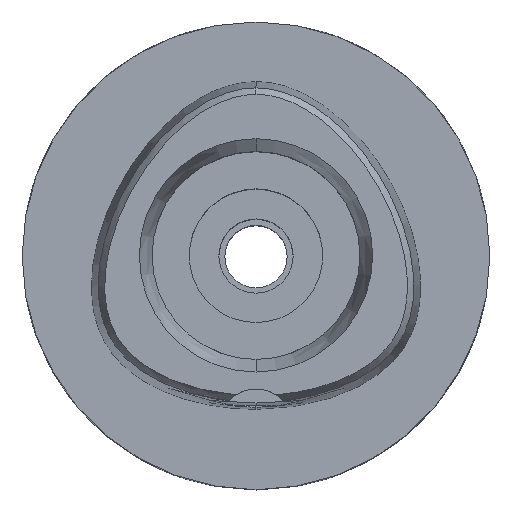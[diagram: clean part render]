
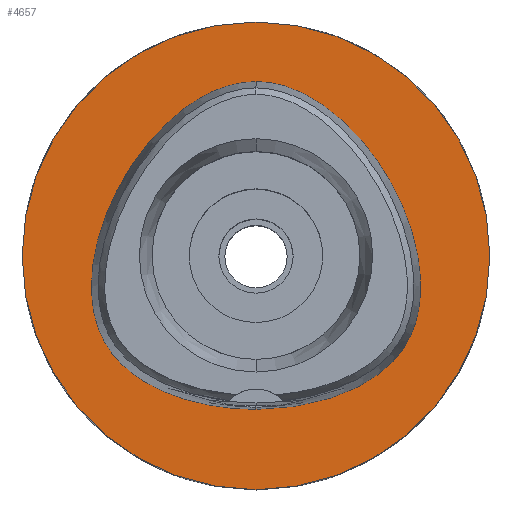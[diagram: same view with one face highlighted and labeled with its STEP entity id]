
A CAD part, top view. The second image highlights one B-rep face of the part: STEP entity #4657.
In plain terms, the highlighted planar face has unit normal (0, 0, 1).
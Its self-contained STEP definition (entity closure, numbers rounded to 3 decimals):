
#199 = CARTESIAN_POINT ( 'NONE',  ( -16.959, -15.678, 0. ) ) ;
#235 = CARTESIAN_POINT ( 'NONE',  ( 6.341, -20.298, 0. ) ) ;
#287 = CARTESIAN_POINT ( 'NONE',  ( 14.408, 15.641, 0. ) ) ;
#310 = CARTESIAN_POINT ( 'NONE',  ( 0.855, 23.475, 0. ) ) ;
#343 = CARTESIAN_POINT ( 'NONE',  ( 22.057, -6.848, 0. ) ) ;
#354 = CARTESIAN_POINT ( 'NONE',  ( 0., -20.675, 0. ) ) ;
#542 = DIRECTION ( 'NONE',  ( 0., 1., 0. ) ) ;
#558 = CARTESIAN_POINT ( 'NONE',  ( -21.978, -0.281, 0. ) ) ;
#644 = CARTESIAN_POINT ( 'NONE',  ( 7.571, 21.315, 0. ) ) ;
#697 = CARTESIAN_POINT ( 'NONE',  ( 18.568, -14.169, 0. ) ) ;
#775 = B_SPLINE_CURVE_WITH_KNOTS ( 'NONE', 3,
 ( #4155, #4547, #235, #4934, #1149, #1102, #697, #2638, #4210, #1072, #2584, #343, #1833, #3468, #1535, #5041, #287, #2262, #644, #2212, #3074, #310, #1910 ),
 .UNSPECIFIED., .F., .F.,
 ( 4, 1, 1, 1, 1, 1, 1, 1, 1, 1, 1, 1, 1, 1, 1, 1, 1, 1, 1, 1, 4 ),
 ( 0., 0.083, 0.167, 0.208, 0.25, 0.292, 0.313, 0.333, 0.354, 0.375, 0.417, 0.458, 0.5, 0.583, 0.667, 0.75, 0.833, 0.875, 0.917, 0.958, 1. ),
 .UNSPECIFIED. ) ;
#814 = AXIS2_PLACEMENT_3D ( 'NONE', #4414, #1755, #542 ) ;
#862 = ORIENTED_EDGE ( 'NONE', *, *, #1986, .F. ) ;
#919 = AXIS2_PLACEMENT_3D ( 'NONE', #4437, #4949, #1795 ) ;
#933 = CARTESIAN_POINT ( 'NONE',  ( -22.057, -6.848, 0. ) ) ;
#979 = CARTESIAN_POINT ( 'NONE',  ( -20.749, 4.657, 0. ) ) ;
#1014 = CARTESIAN_POINT ( 'NONE',  ( -2.114, -20.675, 0. ) ) ;
#1072 = CARTESIAN_POINT ( 'NONE',  ( 20.932, -10.604, 0. ) ) ;
#1102 = CARTESIAN_POINT ( 'NONE',  ( 16.959, -15.678, 0. ) ) ;
#1117 = ORIENTED_EDGE ( 'NONE', *, *, #1954, .F. ) ;
#1149 = CARTESIAN_POINT ( 'NONE',  ( 14.673, -17.214, 0. ) ) ;
#1318 = CIRCLE ( 'NONE', #814, 31.5 ) ;
#1394 = CARTESIAN_POINT ( 'NONE',  ( -11.233, -18.893, 0. ) ) ;
#1446 = CARTESIAN_POINT ( 'NONE',  ( -14.408, 15.641, 0. ) ) ;
#1535 = CARTESIAN_POINT ( 'NONE',  ( 20.749, 4.657, 0. ) ) ;
#1732 = VERTEX_POINT ( 'NONE', #4816 ) ;
#1750 = CARTESIAN_POINT ( 'NONE',  ( -20.35, -11.749, 0. ) ) ;
#1755 = DIRECTION ( 'NONE',  ( 0., 0., -1. ) ) ;
#1756 = EDGE_LOOP ( 'NONE', ( #862, #4871 ) ) ;
#1772 = CARTESIAN_POINT ( 'NONE',  ( -14.673, -17.214, 0. ) ) ;
#1795 = DIRECTION ( 'NONE',  ( 0., -1., 0. ) ) ;
#1833 = CARTESIAN_POINT ( 'NONE',  ( 22.245, -4.1, 0. ) ) ;
#1910 = CARTESIAN_POINT ( 'NONE',  ( 0., 23.475, 0. ) ) ;
#1954 = EDGE_CURVE ( 'NONE', #1732, #3810, #2614, .T. ) ;
#1986 = EDGE_CURVE ( 'NONE', #4031, #3632, #4643, .T. ) ;
#2153 = CARTESIAN_POINT ( 'NONE',  ( -21.555, -8.996, 0. ) ) ;
#2212 = CARTESIAN_POINT ( 'NONE',  ( 5.098, 22.526, 0. ) ) ;
#2262 = CARTESIAN_POINT ( 'NONE',  ( 10.746, 19.174, 0. ) ) ;
#2480 = CARTESIAN_POINT ( 'NONE',  ( -20.932, -10.604, 0. ) ) ;
#2551 = CARTESIAN_POINT ( 'NONE',  ( 0., -20.675, 0. ) ) ;
#2584 = CARTESIAN_POINT ( 'NONE',  ( 21.555, -8.996, 0. ) ) ;
#2614 = CIRCLE ( 'NONE', #919, 31.5 ) ;
#2638 = CARTESIAN_POINT ( 'NONE',  ( 19.649, -12.825, 0. ) ) ;
#2659 = FACE_OUTER_BOUND ( 'NONE', #3800, .T. ) ;
#2717 = CARTESIAN_POINT ( 'NONE',  ( 0., 23.475, 0. ) ) ;
#2882 = CARTESIAN_POINT ( 'NONE',  ( -0.855, 23.475, 0. ) ) ;
#2930 = CARTESIAN_POINT ( 'NONE',  ( -6.341, -20.298, 0. ) ) ;
#2959 = CARTESIAN_POINT ( 'NONE',  ( -2.565, 23.293, 0. ) ) ;
#3025 = CARTESIAN_POINT ( 'NONE',  ( 0., 0., 0. ) ) ;
#3074 = CARTESIAN_POINT ( 'NONE',  ( 2.565, 23.293, 0. ) ) ;
#3230 = ORIENTED_EDGE ( 'NONE', *, *, #4803, .F. ) ;
#3354 = CARTESIAN_POINT ( 'NONE',  ( -7.571, 21.315, 0. ) ) ;
#3378 = CARTESIAN_POINT ( 'NONE',  ( -18.068, 10.432, 0. ) ) ;
#3393 = CARTESIAN_POINT ( 'NONE',  ( 0., 31.5, 0. ) ) ;
#3468 = CARTESIAN_POINT ( 'NONE',  ( 21.978, -0.281, 0. ) ) ;
#3632 = VERTEX_POINT ( 'NONE', #354 ) ;
#3712 = CARTESIAN_POINT ( 'NONE',  ( -18.568, -14.169, 0. ) ) ;
#3732 = CARTESIAN_POINT ( 'NONE',  ( 0., 23.475, 0. ) ) ;
#3775 = FACE_BOUND ( 'NONE', #1756, .T. ) ;
#3800 = EDGE_LOOP ( 'NONE', ( #3230, #1117 ) ) ;
#3810 = VERTEX_POINT ( 'NONE', #3393 ) ;
#3852 = PLANE ( 'NONE',  #4573 ) ;
#4031 = VERTEX_POINT ( 'NONE', #2717 ) ;
#4048 = CARTESIAN_POINT ( 'NONE',  ( -19.649, -12.825, 0. ) ) ;
#4155 = CARTESIAN_POINT ( 'NONE',  ( 0., -20.675, 0. ) ) ;
#4185 = DIRECTION ( 'NONE',  ( 0., 0., -1. ) ) ;
#4210 = CARTESIAN_POINT ( 'NONE',  ( 20.35, -11.749, 0. ) ) ;
#4414 = CARTESIAN_POINT ( 'NONE',  ( 0., 0., 0. ) ) ;
#4437 = CARTESIAN_POINT ( 'NONE',  ( 0., 0., 0. ) ) ;
#4457 = CARTESIAN_POINT ( 'NONE',  ( -5.098, 22.526, 0. ) ) ;
#4479 = CARTESIAN_POINT ( 'NONE',  ( -10.746, 19.174, 0. ) ) ;
#4547 = CARTESIAN_POINT ( 'NONE',  ( 2.114, -20.675, 0. ) ) ;
#4573 = AXIS2_PLACEMENT_3D ( 'NONE', #3025, #4185, #4984 ) ;
#4643 = B_SPLINE_CURVE_WITH_KNOTS ( 'NONE', 3,
 ( #3732, #2882, #2959, #4457, #3354, #4479, #1446, #3378, #979, #558, #4921, #933, #2153, #2480, #1750, #4048, #3712, #199, #1772, #1394, #2930, #1014, #2551 ),
 .UNSPECIFIED., .F., .F.,
 ( 4, 1, 1, 1, 1, 1, 1, 1, 1, 1, 1, 1, 1, 1, 1, 1, 1, 1, 1, 1, 4 ),
 ( 0., 0.042, 0.083, 0.125, 0.167, 0.25, 0.333, 0.417, 0.5, 0.542, 0.583, 0.625, 0.646, 0.667, 0.688, 0.708, 0.75, 0.792, 0.833, 0.917, 1. ),
 .UNSPECIFIED. ) ;
#4657 = ADVANCED_FACE ( 'NONE', ( #2659, #3775 ), #3852, .F. ) ;
#4742 = EDGE_CURVE ( 'NONE', #3632, #4031, #775, .T. ) ;
#4803 = EDGE_CURVE ( 'NONE', #3810, #1732, #1318, .T. ) ;
#4816 = CARTESIAN_POINT ( 'NONE',  ( 0., -31.5, 0. ) ) ;
#4871 = ORIENTED_EDGE ( 'NONE', *, *, #4742, .F. ) ;
#4921 = CARTESIAN_POINT ( 'NONE',  ( -22.245, -4.1, 0. ) ) ;
#4934 = CARTESIAN_POINT ( 'NONE',  ( 11.233, -18.893, 0. ) ) ;
#4949 = DIRECTION ( 'NONE',  ( 0., 0., -1. ) ) ;
#4984 = DIRECTION ( 'NONE',  ( 0., -1., 0. ) ) ;
#5041 = CARTESIAN_POINT ( 'NONE',  ( 18.068, 10.432, 0. ) ) ;
